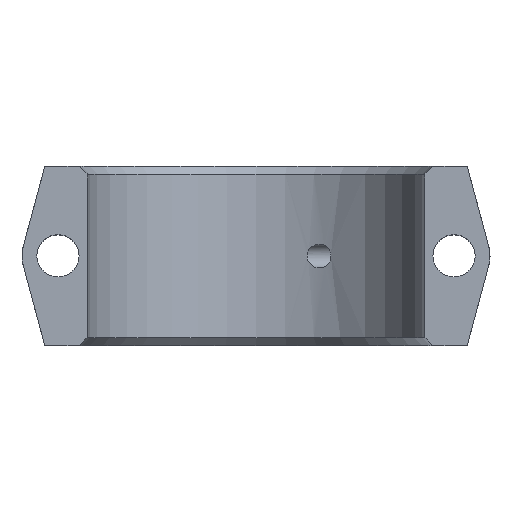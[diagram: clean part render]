
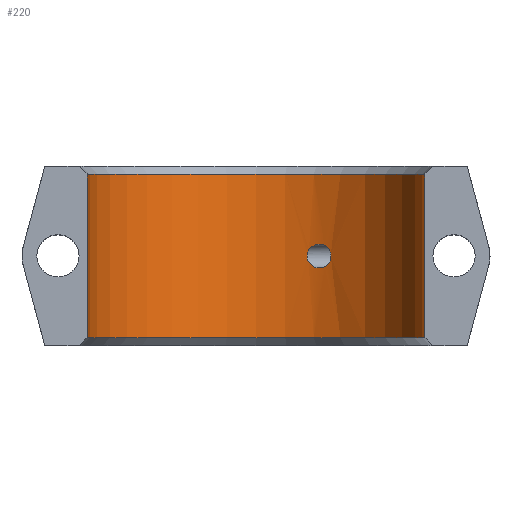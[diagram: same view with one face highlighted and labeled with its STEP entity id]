
A CAD part, top view. The second image highlights one B-rep face of the part: STEP entity #220.
In plain terms, the highlighted cylindrical face has radius 32 mm (diameter 64 mm), a partial arc.
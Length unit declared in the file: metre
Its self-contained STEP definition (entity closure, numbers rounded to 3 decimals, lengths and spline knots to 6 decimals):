
#220 = ADVANCED_FACE( '', ( #553, #554 ), #555, .F. );
#553 = FACE_OUTER_BOUND( '', #1369, .T. );
#554 = FACE_BOUND( '', #1370, .T. );
#555 = CYLINDRICAL_SURFACE( '', #1371, 0.032 );
#1369 = EDGE_LOOP( '', ( #5022, #5023, #5024, #5025 ) );
#1370 = EDGE_LOOP( '', ( #5026 ) );
#1371 = AXIS2_PLACEMENT_3D( '', #5027, #5028, #5029 );
#5022 = ORIENTED_EDGE( '', *, *, #6126, .T. );
#5023 = ORIENTED_EDGE( '', *, *, #6127, .T. );
#5024 = ORIENTED_EDGE( '', *, *, #6106, .F. );
#5025 = ORIENTED_EDGE( '', *, *, #6128, .T. );
#5026 = ORIENTED_EDGE( '', *, *, #6129, .F. );
#5027 = CARTESIAN_POINT( '', ( 0., -0.017, 0.199816 ) );
#5028 = DIRECTION( '', ( 0., 1., 0. ) );
#5029 = DIRECTION( '', ( 0., 0., 1. ) );
#6106 = EDGE_CURVE( '', #7815, #7816, #7817, .T. );
#6126 = EDGE_CURVE( '', #7849, #7850, #7851, .T. );
#6127 = EDGE_CURVE( '', #7850, #7816, #7852, .T. );
#6128 = EDGE_CURVE( '', #7815, #7849, #7853, .T. );
#6129 = EDGE_CURVE( '', #7854, #7854, #7855, .T. );
#7815 = VERTEX_POINT( '', #9246 );
#7816 = VERTEX_POINT( '', #9247 );
#7817 = LINE( '', #9248, #9249 );
#7849 = VERTEX_POINT( '', #9359 );
#7850 = VERTEX_POINT( '', #9360 );
#7851 = LINE( '', #9361, #9362 );
#7852 = CIRCLE( '', #9363, 0.032 );
#7853 = CIRCLE( '', #9364, 0.032 );
#7854 = VERTEX_POINT( '', #9365 );
#7855 = B_SPLINE_CURVE_WITH_KNOTS( '', 3, ( #9366, #9367, #9368, #9369, #9370, #9371, #9372, #9373, #9374, #9375, #9376, #9377, #9378, #9379, #9380, #9381, #9382, #9383, #9384, #9385, #9386, #9387, #9388, #9389, #9390 ), .UNSPECIFIED., .T., .F., ( 2, 1, 1, 1, 1, 1, 1, 1, 1, 1, 1, 1, 1, 1, 1, 1, 1, 1, 1, 1, 1, 1, 1, 1, 1, 1, 2 ), ( -0.124855, -0.061245, 0., 0.061178, 0.124716, 0.155058, 0.187412, 0.216404, 0.250119, 0.281518, 0.312787, 0.375133, 0.437407, 0.499677, 0.561986, 0.624481, 0.687028, 0.718416, 0.74983, 0.783524, 0.8125, 0.844825, 0.875145, 0.938755, 1., 1.061178, 1.124716 ), .UNSPECIFIED. );
#9246 = CARTESIAN_POINT( '', ( -0.032, -0.0155, 0.199816 ) );
#9247 = CARTESIAN_POINT( '', ( -0.032, 0.0155, 0.199816 ) );
#9248 = CARTESIAN_POINT( '', ( -0.032, -0.017, 0.199816 ) );
#9249 = VECTOR( '', #12065, 1. );
#9359 = CARTESIAN_POINT( '', ( 0.032, -0.0155, 0.199816 ) );
#9360 = CARTESIAN_POINT( '', ( 0.032, 0.0155, 0.199816 ) );
#9361 = CARTESIAN_POINT( '', ( 0.032, -0.017, 0.199816 ) );
#9362 = VECTOR( '', #12086, 1. );
#9363 = AXIS2_PLACEMENT_3D( '', #12087, #12088, #12089 );
#9364 = AXIS2_PLACEMENT_3D( '', #12090, #12091, #12092 );
#9365 = CARTESIAN_POINT( '', ( 0.014196, 0., 0.171137 ) );
#9366 = CARTESIAN_POINT( '', ( 0.014076, -0.000917, 0.171078 ) );
#9367 = CARTESIAN_POINT( '', ( 0.014255, 0., 0.171166 ) );
#9368 = CARTESIAN_POINT( '', ( 0.014077, 0.000916, 0.171078 ) );
#9369 = CARTESIAN_POINT( '', ( 0.013656, 0.001546, 0.170874 ) );
#9370 = CARTESIAN_POINT( '', ( 0.013201, 0.001912, 0.170665 ) );
#9371 = CARTESIAN_POINT( '', ( 0.012828, 0.002105, 0.170498 ) );
#9372 = CARTESIAN_POINT( '', ( 0.012413, 0.002226, 0.17032 ) );
#9373 = CARTESIAN_POINT( '', ( 0.011986, 0.002264, 0.170144 ) );
#9374 = CARTESIAN_POINT( '', ( 0.011547, 0.002218, 0.16997 ) );
#9375 = CARTESIAN_POINT( '', ( 0.010992, 0.002055, 0.169761 ) );
#9376 = CARTESIAN_POINT( '', ( 0.010356, 0.001663, 0.169535 ) );
#9377 = CARTESIAN_POINT( '', ( 0.009802, 0.000926, 0.169353 ) );
#9378 = CARTESIAN_POINT( '', ( 0.00959, 0.000005, 0.169287 ) );
#9379 = CARTESIAN_POINT( '', ( 0.009799, -0.000919, 0.169352 ) );
#9380 = CARTESIAN_POINT( '', ( 0.010352, -0.00166, 0.169533 ) );
#9381 = CARTESIAN_POINT( '', ( 0.010989, -0.002054, 0.16976 ) );
#9382 = CARTESIAN_POINT( '', ( 0.011545, -0.002218, 0.16997 ) );
#9383 = CARTESIAN_POINT( '', ( 0.011985, -0.002264, 0.170143 ) );
#9384 = CARTESIAN_POINT( '', ( 0.012412, -0.002226, 0.17032 ) );
#9385 = CARTESIAN_POINT( '', ( 0.012827, -0.002106, 0.170498 ) );
#9386 = CARTESIAN_POINT( '', ( 0.0132, -0.001913, 0.170664 ) );
#9387 = CARTESIAN_POINT( '', ( 0.013655, -0.001547, 0.170874 ) );
#9388 = CARTESIAN_POINT( '', ( 0.014076, -0.000917, 0.171078 ) );
#9389 = CARTESIAN_POINT( '', ( 0.014255, 0., 0.171166 ) );
#9390 = CARTESIAN_POINT( '', ( 0.014077, 0.000916, 0.171078 ) );
#12065 = DIRECTION( '', ( 0., 1., 0. ) );
#12086 = DIRECTION( '', ( 0., 1., 0. ) );
#12087 = CARTESIAN_POINT( '', ( 0., 0.0155, 0.199816 ) );
#12088 = DIRECTION( '', ( 0., 1., 0. ) );
#12089 = DIRECTION( '', ( 0., 0., 1. ) );
#12090 = CARTESIAN_POINT( '', ( 0., -0.0155, 0.199816 ) );
#12091 = DIRECTION( '', ( 0., -1., 0. ) );
#12092 = DIRECTION( '', ( 0., 0., 1. ) );
